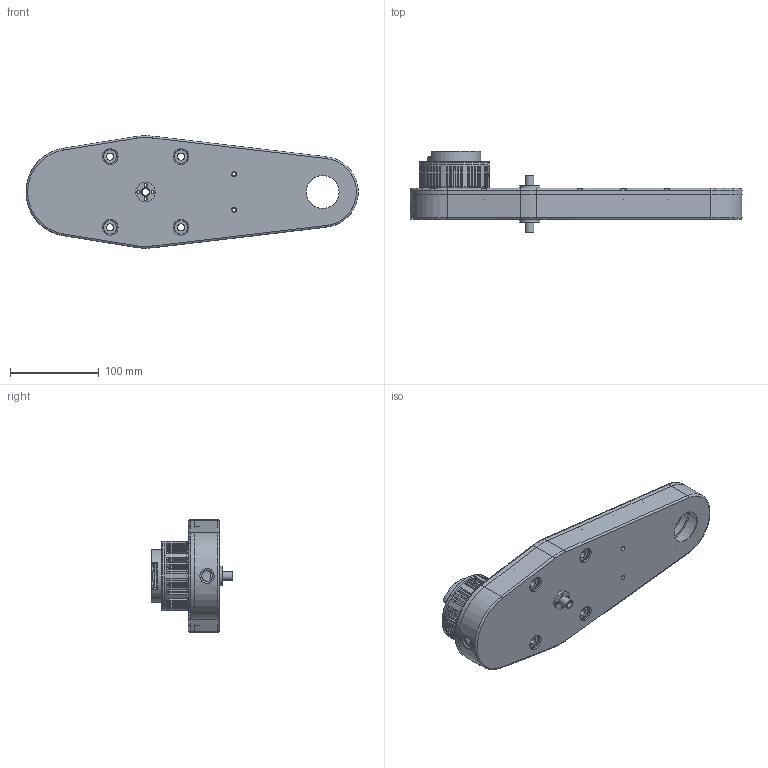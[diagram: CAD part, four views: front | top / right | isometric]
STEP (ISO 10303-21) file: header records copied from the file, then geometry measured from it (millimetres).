
FILE_DESCRIPTION(/* description */ (''),/* implementation_level */ '2;1');
FILE_NAME(/* name */ 'Assembly_arm1.step',/* time_stamp */ '2024-03-25T14:13:37+01:00',/* author */ (''),/* organization */ (''),/* preprocessor_version */ 'ST-DEVELOPER v20',/* originating_system */ 'Autodesk Translation Framework v12.20.1.177',/* authorisation */ '');
FILE_SCHEMA (('AUTOMOTIVE_DESIGN { 1 0 10303 214 3 1 1 }'));
Length unit declared in the file: millimetre
Products named in the file (12): (Unsaved); arm1 v1; smooth_socket v1; smooth_socket v1 (1); smooth_socket v1 (2); smooth_socket v1 (3); arm2 v1; X6-8 v1; belt_tensioner1 v1; belt_tensioner1 v1 (1); flange_nut v1; flange_nut v1 (1)
Assembly tree (11 placements, depth 2):
  (Unsaved)
    arm1 v1
    smooth_socket v1
    smooth_socket v1 (1)
    smooth_socket v1 (2)
    smooth_socket v1 (3)
    arm2 v1
    X6-8 v1
    belt_tensioner1 v1
    belt_tensioner1 v1 (1)
    flange_nut v1
    flange_nut v1 (1)
Bounding box: 374.85 x 92 x 126.96 mm (x, y, z)
Volume: 584291.9 mm3; surface area: 263130.2 mm2
Topology: 10 solids, 18 shells, 656 faces, 1816 edges, 1224 vertices
Faces by surface type: cylinder 268, plane 233, cone 81, torus 68, bspline 6
Full cylindrical faces by diameter (mm): 1.6 x2, 2 x2, 2.2 x8, 2.5 x6, 2.6 x6, 2.7 x2, 3 x1, 3.3 x12, 3.5 x32, 3.6 x2, 4 x10, 4.8 x2, 5.2 x6, 5.6 x4, 6.5 x6, 8 x6, 8.5 x2, 10 x4, 11 x2, 12 x2, 16 x16, 17.3 x8, 22 x2, 26 x5, 31 x1, 32 x1, 37 x2, 50 x2, 56 x1, 56.6 x1
Entity records: 23410 total; most frequent: CARTESIAN_POINT 4982, DIRECTION 3990, ORIENTED_EDGE 3436, EDGE_CURVE 1816, AXIS2_PLACEMENT_3D 1629, VERTEX_POINT 1224, EDGE_LOOP 868, CIRCLE 864
